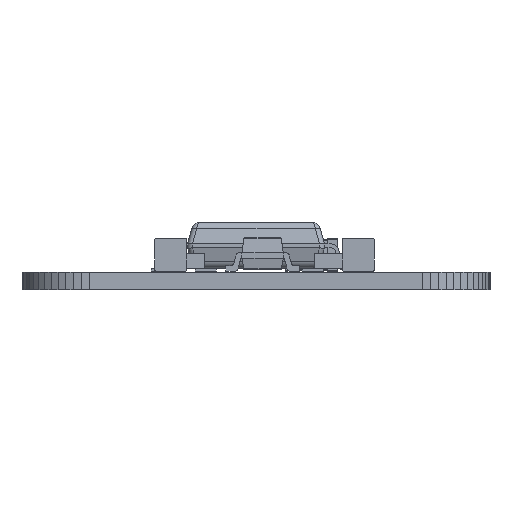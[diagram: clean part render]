
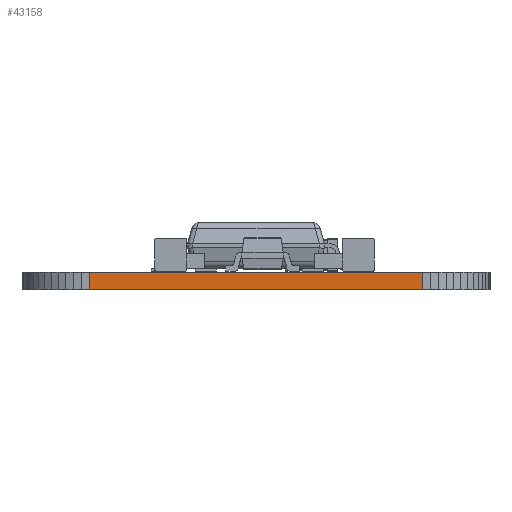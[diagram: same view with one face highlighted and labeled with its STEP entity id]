
A CAD part, front view. The second image highlights one B-rep face of the part: STEP entity #43158.
In plain terms, the highlighted planar face has unit normal (0, -1, 0).
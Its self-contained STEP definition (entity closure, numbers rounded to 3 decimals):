
#36317 = PLANE('',#36318);
#36318 = AXIS2_PLACEMENT_3D('',#36319,#36320,#36321);
#36319 = CARTESIAN_POINT('',(7.62,-24.13,0.68));
#36320 = DIRECTION('',(-0.,-0.,-1.));
#36321 = DIRECTION('',(-1.,0.,0.));
#36371 = PLANE('',#36372);
#36372 = AXIS2_PLACEMENT_3D('',#36373,#36374,#36375);
#36373 = CARTESIAN_POINT('',(7.62,-24.13,0.));
#36374 = DIRECTION('',(-0.,-0.,-1.));
#36375 = DIRECTION('',(-1.,0.,0.));
#37180 = VERTEX_POINT('',#37181);
#37181 = CARTESIAN_POINT('',(14.072,-50.874,0.));
#37195 = PLANE('',#37196);
#37196 = AXIS2_PLACEMENT_3D('',#37197,#37198,#37199);
#37197 = CARTESIAN_POINT('',(14.387,-50.855,0.));
#37198 = DIRECTION('',(0.06,-0.998,0.));
#37199 = DIRECTION('',(-0.998,-0.06,0.));
#37207 = EDGE_CURVE('',#37180,#37208,#37210,.T.);
#37208 = VERTEX_POINT('',#37209);
#37209 = CARTESIAN_POINT('',(1.168,-50.874,0.));
#37210 = SURFACE_CURVE('',#37211,(#37215,#37222),.PCURVE_S1.);
#37211 = LINE('',#37212,#37213);
#37212 = CARTESIAN_POINT('',(14.072,-50.874,0.));
#37213 = VECTOR('',#37214,1.);
#37214 = DIRECTION('',(-1.,0.,0.));
#37215 = PCURVE('',#36371,#37216);
#37216 = DEFINITIONAL_REPRESENTATION('',(#37217),#37221);
#37217 = LINE('',#37218,#37219);
#37218 = CARTESIAN_POINT('',(-6.452,-26.744));
#37219 = VECTOR('',#37220,1.);
#37220 = DIRECTION('',(1.,0.));
#37221 = ( GEOMETRIC_REPRESENTATION_CONTEXT(2) 
PARAMETRIC_REPRESENTATION_CONTEXT() REPRESENTATION_CONTEXT('2D SPACE',''
  ) );
#37222 = PCURVE('',#37223,#37228);
#37223 = PLANE('',#37224);
#37224 = AXIS2_PLACEMENT_3D('',#37225,#37226,#37227);
#37225 = CARTESIAN_POINT('',(14.072,-50.874,0.));
#37226 = DIRECTION('',(0.,-1.,0.));
#37227 = DIRECTION('',(-1.,0.,0.));
#37228 = DEFINITIONAL_REPRESENTATION('',(#37229),#37233);
#37229 = LINE('',#37230,#37231);
#37230 = CARTESIAN_POINT('',(0.,-0.));
#37231 = VECTOR('',#37232,1.);
#37232 = DIRECTION('',(1.,0.));
#37233 = ( GEOMETRIC_REPRESENTATION_CONTEXT(2) 
PARAMETRIC_REPRESENTATION_CONTEXT() REPRESENTATION_CONTEXT('2D SPACE',''
  ) );
#37251 = PLANE('',#37252);
#37252 = AXIS2_PLACEMENT_3D('',#37253,#37254,#37255);
#37253 = CARTESIAN_POINT('',(1.168,-50.874,0.));
#37254 = DIRECTION('',(-0.06,-0.998,0.));
#37255 = DIRECTION('',(-0.998,0.06,0.));
#39948 = VERTEX_POINT('',#39949);
#39949 = CARTESIAN_POINT('',(14.072,-50.874,0.68));
#39970 = EDGE_CURVE('',#39948,#39971,#39973,.T.);
#39971 = VERTEX_POINT('',#39972);
#39972 = CARTESIAN_POINT('',(1.168,-50.874,0.68));
#39973 = SURFACE_CURVE('',#39974,(#39978,#39985),.PCURVE_S1.);
#39974 = LINE('',#39975,#39976);
#39975 = CARTESIAN_POINT('',(14.072,-50.874,0.68));
#39976 = VECTOR('',#39977,1.);
#39977 = DIRECTION('',(-1.,0.,0.));
#39978 = PCURVE('',#36317,#39979);
#39979 = DEFINITIONAL_REPRESENTATION('',(#39980),#39984);
#39980 = LINE('',#39981,#39982);
#39981 = CARTESIAN_POINT('',(-6.452,-26.744));
#39982 = VECTOR('',#39983,1.);
#39983 = DIRECTION('',(1.,0.));
#39984 = ( GEOMETRIC_REPRESENTATION_CONTEXT(2) 
PARAMETRIC_REPRESENTATION_CONTEXT() REPRESENTATION_CONTEXT('2D SPACE',''
  ) );
#39985 = PCURVE('',#37223,#39986);
#39986 = DEFINITIONAL_REPRESENTATION('',(#39987),#39991);
#39987 = LINE('',#39988,#39989);
#39988 = CARTESIAN_POINT('',(0.,-0.68));
#39989 = VECTOR('',#39990,1.);
#39990 = DIRECTION('',(1.,0.));
#39991 = ( GEOMETRIC_REPRESENTATION_CONTEXT(2) 
PARAMETRIC_REPRESENTATION_CONTEXT() REPRESENTATION_CONTEXT('2D SPACE',''
  ) );
#43110 = EDGE_CURVE('',#37180,#39948,#43111,.T.);
#43111 = SURFACE_CURVE('',#43112,(#43116,#43123),.PCURVE_S1.);
#43112 = LINE('',#43113,#43114);
#43113 = CARTESIAN_POINT('',(14.072,-50.874,0.));
#43114 = VECTOR('',#43115,1.);
#43115 = DIRECTION('',(0.,0.,1.));
#43116 = PCURVE('',#37195,#43117);
#43117 = DEFINITIONAL_REPRESENTATION('',(#43118),#43122);
#43118 = LINE('',#43119,#43120);
#43119 = CARTESIAN_POINT('',(0.316,0.));
#43120 = VECTOR('',#43121,1.);
#43121 = DIRECTION('',(0.,-1.));
#43122 = ( GEOMETRIC_REPRESENTATION_CONTEXT(2) 
PARAMETRIC_REPRESENTATION_CONTEXT() REPRESENTATION_CONTEXT('2D SPACE',''
  ) );
#43123 = PCURVE('',#37223,#43124);
#43124 = DEFINITIONAL_REPRESENTATION('',(#43125),#43129);
#43125 = LINE('',#43126,#43127);
#43126 = CARTESIAN_POINT('',(0.,-0.));
#43127 = VECTOR('',#43128,1.);
#43128 = DIRECTION('',(0.,-1.));
#43129 = ( GEOMETRIC_REPRESENTATION_CONTEXT(2) 
PARAMETRIC_REPRESENTATION_CONTEXT() REPRESENTATION_CONTEXT('2D SPACE',''
  ) );
#43158 = ADVANCED_FACE('',(#43159),#37223,.T.);
#43159 = FACE_BOUND('',#43160,.T.);
#43160 = EDGE_LOOP('',(#43161,#43162,#43163,#43184));
#43161 = ORIENTED_EDGE('',*,*,#43110,.T.);
#43162 = ORIENTED_EDGE('',*,*,#39970,.T.);
#43163 = ORIENTED_EDGE('',*,*,#43164,.F.);
#43164 = EDGE_CURVE('',#37208,#39971,#43165,.T.);
#43165 = SURFACE_CURVE('',#43166,(#43170,#43177),.PCURVE_S1.);
#43166 = LINE('',#43167,#43168);
#43167 = CARTESIAN_POINT('',(1.168,-50.874,0.));
#43168 = VECTOR('',#43169,1.);
#43169 = DIRECTION('',(0.,0.,1.));
#43170 = PCURVE('',#37223,#43171);
#43171 = DEFINITIONAL_REPRESENTATION('',(#43172),#43176);
#43172 = LINE('',#43173,#43174);
#43173 = CARTESIAN_POINT('',(12.903,0.));
#43174 = VECTOR('',#43175,1.);
#43175 = DIRECTION('',(0.,-1.));
#43176 = ( GEOMETRIC_REPRESENTATION_CONTEXT(2) 
PARAMETRIC_REPRESENTATION_CONTEXT() REPRESENTATION_CONTEXT('2D SPACE',''
  ) );
#43177 = PCURVE('',#37251,#43178);
#43178 = DEFINITIONAL_REPRESENTATION('',(#43179),#43183);
#43179 = LINE('',#43180,#43181);
#43180 = CARTESIAN_POINT('',(0.,0.));
#43181 = VECTOR('',#43182,1.);
#43182 = DIRECTION('',(0.,-1.));
#43183 = ( GEOMETRIC_REPRESENTATION_CONTEXT(2) 
PARAMETRIC_REPRESENTATION_CONTEXT() REPRESENTATION_CONTEXT('2D SPACE',''
  ) );
#43184 = ORIENTED_EDGE('',*,*,#37207,.F.);
